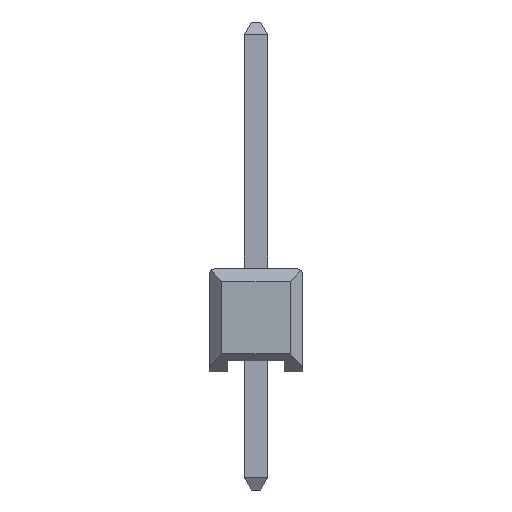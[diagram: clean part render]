
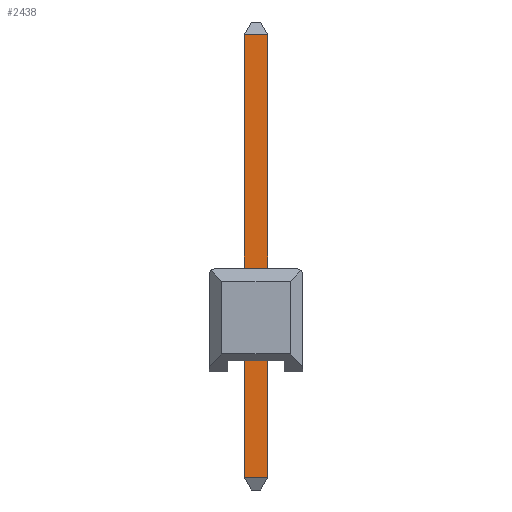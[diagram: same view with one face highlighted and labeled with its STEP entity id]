
A CAD part, front view. The second image highlights one B-rep face of the part: STEP entity #2438.
In plain terms, the highlighted free-form (B-spline) face has degree [1, 1] with [2, 2] control points.
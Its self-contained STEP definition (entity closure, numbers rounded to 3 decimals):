
#2317 = B_SPLINE_SURFACE_WITH_KNOTS('',1,1,(
    (#2318,#2319)
    ,(#2320,#2321
    )),.UNSPECIFIED.,.F.,.F.,.F.,(2,2),(2,2),(-9.358,
    0.093),(-0.64,0.01),
  .PIECEWISE_BEZIER_KNOTS.);
#2318 = CARTESIAN_POINT('',(-0.315,0.325,9.326));
#2319 = CARTESIAN_POINT('',(-0.315,-0.325,9.326)
  );
#2320 = CARTESIAN_POINT('',(-0.315,0.325,-2.981)
  );
#2321 = CARTESIAN_POINT('',(-0.315,-0.325,-2.981)
  );
#2341 = VERTEX_POINT('',#2342);
#2342 = CARTESIAN_POINT('',(-0.315,-0.315,-2.86)
  );
#2389 = EDGE_CURVE('',#2341,#2390,#2392,.T.);
#2390 = VERTEX_POINT('',#2391);
#2391 = CARTESIAN_POINT('',(-0.315,-0.315,9.156)
  );
#2392 = SURFACE_CURVE('',#2393,(#2396,#2403),.PCURVE_S1.);
#2393 = B_SPLINE_CURVE_WITH_KNOTS('',1,(#2394,#2395),.UNSPECIFIED.,.F.,
  .F.,(2,2),(-9.266,-0.038),
  .PIECEWISE_BEZIER_KNOTS.);
#2394 = CARTESIAN_POINT('',(-0.315,-0.315,-2.86)
  );
#2395 = CARTESIAN_POINT('',(-0.315,-0.315,9.156)
  );
#2396 = PCURVE('',#2317,#2397);
#2397 = DEFINITIONAL_REPRESENTATION('',(#2398),#2402);
#2398 = B_SPLINE_CURVE_WITH_KNOTS('',2,(#2399,#2400,#2401),
  .UNSPECIFIED.,.F.,.F.,(3,3),(-9.266,-0.038),
  .PIECEWISE_BEZIER_KNOTS.);
#2399 = CARTESIAN_POINT('',(0.,0.));
#2400 = CARTESIAN_POINT('',(-4.614,0.));
#2401 = CARTESIAN_POINT('',(-9.227,0.));
#2402 = ( GEOMETRIC_REPRESENTATION_CONTEXT(2) 
PARAMETRIC_REPRESENTATION_CONTEXT() REPRESENTATION_CONTEXT('2D SPACE',''
  ) );
#2403 = PCURVE('',#2404,#2409);
#2404 = B_SPLINE_SURFACE_WITH_KNOTS('',1,1,(
    (#2405,#2406)
    ,(#2407,#2408
    )),.UNSPECIFIED.,.F.,.F.,.F.,(2,2),(2,2),(0.121,
    12.136),(-0.64,-0.01),.PIECEWISE_BEZIER_KNOTS.);
#2405 = CARTESIAN_POINT('',(0.315,-0.315,-2.86)
  );
#2406 = CARTESIAN_POINT('',(-0.315,-0.315,-2.86)
  );
#2407 = CARTESIAN_POINT('',(0.315,-0.315,9.156));
#2408 = CARTESIAN_POINT('',(-0.315,-0.315,9.156)
  );
#2409 = DEFINITIONAL_REPRESENTATION('',(#2410),#2413);
#2410 = B_SPLINE_CURVE_WITH_KNOTS('',1,(#2411,#2412),.UNSPECIFIED.,.F.,
  .F.,(2,2),(-9.266,-0.038),
  .PIECEWISE_BEZIER_KNOTS.);
#2411 = CARTESIAN_POINT('',(0.121,-0.01));
#2412 = CARTESIAN_POINT('',(12.136,-0.01));
#2413 = ( GEOMETRIC_REPRESENTATION_CONTEXT(2) 
PARAMETRIC_REPRESENTATION_CONTEXT() REPRESENTATION_CONTEXT('2D SPACE',''
  ) );
#2438 = ADVANCED_FACE('',(#2439),#2404,.T.);
#2439 = FACE_BOUND('',#2440,.T.);
#2440 = EDGE_LOOP('',(#2441,#2442,#2467,#2493));
#2441 = ORIENTED_EDGE('',*,*,#2389,.F.);
#2442 = ORIENTED_EDGE('',*,*,#2443,.T.);
#2443 = EDGE_CURVE('',#2341,#2444,#2446,.T.);
#2444 = VERTEX_POINT('',#2445);
#2445 = CARTESIAN_POINT('',(0.315,-0.315,-2.86)
  );
#2446 = SURFACE_CURVE('',#2447,(#2450,#2456),.PCURVE_S1.);
#2447 = B_SPLINE_CURVE_WITH_KNOTS('',1,(#2448,#2449),.UNSPECIFIED.,.F.,
  .F.,(2,2),(9.266,9.896),.PIECEWISE_BEZIER_KNOTS.);
#2448 = CARTESIAN_POINT('',(-0.315,-0.315,-2.86)
  );
#2449 = CARTESIAN_POINT('',(0.315,-0.315,-2.86)
  );
#2450 = PCURVE('',#2404,#2451);
#2451 = DEFINITIONAL_REPRESENTATION('',(#2452),#2455);
#2452 = B_SPLINE_CURVE_WITH_KNOTS('',1,(#2453,#2454),.UNSPECIFIED.,.F.,
  .F.,(2,2),(9.266,9.896),.PIECEWISE_BEZIER_KNOTS.);
#2453 = CARTESIAN_POINT('',(0.121,-0.01));
#2454 = CARTESIAN_POINT('',(0.121,-0.64));
#2455 = ( GEOMETRIC_REPRESENTATION_CONTEXT(2) 
PARAMETRIC_REPRESENTATION_CONTEXT() REPRESENTATION_CONTEXT('2D SPACE',''
  ) );
#2456 = PCURVE('',#2457,#2462);
#2457 = B_SPLINE_SURFACE_WITH_KNOTS('',1,1,(
    (#2458,#2459)
    ,(#2460,#2461
    )),.UNSPECIFIED.,.F.,.F.,.F.,(2,2),(2,2),(0.01,
    0.4),(-0.64,-0.01),.PIECEWISE_BEZIER_KNOTS.);
#2458 = CARTESIAN_POINT('',(0.315,-0.125,-3.2));
#2459 = CARTESIAN_POINT('',(-0.315,-0.125,-3.2));
#2460 = CARTESIAN_POINT('',(0.315,-0.315,-2.86)
  );
#2461 = CARTESIAN_POINT('',(-0.315,-0.315,-2.86)
  );
#2462 = DEFINITIONAL_REPRESENTATION('',(#2463),#2466);
#2463 = B_SPLINE_CURVE_WITH_KNOTS('',1,(#2464,#2465),.UNSPECIFIED.,.F.,
  .F.,(2,2),(9.266,9.896),.PIECEWISE_BEZIER_KNOTS.);
#2464 = CARTESIAN_POINT('',(0.4,-0.01));
#2465 = CARTESIAN_POINT('',(0.4,-0.64));
#2466 = ( GEOMETRIC_REPRESENTATION_CONTEXT(2) 
PARAMETRIC_REPRESENTATION_CONTEXT() REPRESENTATION_CONTEXT('2D SPACE',''
  ) );
#2467 = ORIENTED_EDGE('',*,*,#2468,.T.);
#2468 = EDGE_CURVE('',#2444,#2469,#2471,.T.);
#2469 = VERTEX_POINT('',#2470);
#2470 = CARTESIAN_POINT('',(0.315,-0.315,9.156));
#2471 = SURFACE_CURVE('',#2472,(#2475,#2481),.PCURVE_S1.);
#2472 = B_SPLINE_CURVE_WITH_KNOTS('',1,(#2473,#2474),.UNSPECIFIED.,.F.,
  .F.,(2,2),(9.896,19.123),.PIECEWISE_BEZIER_KNOTS.);
#2473 = CARTESIAN_POINT('',(0.315,-0.315,-2.86)
  );
#2474 = CARTESIAN_POINT('',(0.315,-0.315,9.156));
#2475 = PCURVE('',#2404,#2476);
#2476 = DEFINITIONAL_REPRESENTATION('',(#2477),#2480);
#2477 = B_SPLINE_CURVE_WITH_KNOTS('',1,(#2478,#2479),.UNSPECIFIED.,.F.,
  .F.,(2,2),(9.896,19.123),.PIECEWISE_BEZIER_KNOTS.);
#2478 = CARTESIAN_POINT('',(0.121,-0.64));
#2479 = CARTESIAN_POINT('',(12.136,-0.64));
#2480 = ( GEOMETRIC_REPRESENTATION_CONTEXT(2) 
PARAMETRIC_REPRESENTATION_CONTEXT() REPRESENTATION_CONTEXT('2D SPACE',''
  ) );
#2481 = PCURVE('',#2482,#2487);
#2482 = B_SPLINE_SURFACE_WITH_KNOTS('',1,1,(
    (#2483,#2484)
    ,(#2485,#2486
    )),.UNSPECIFIED.,.F.,.F.,.F.,(2,2),(2,2),(-0.64,0.01),(
    -9.358,0.093),.PIECEWISE_BEZIER_KNOTS.);
#2483 = CARTESIAN_POINT('',(0.315,0.325,9.326));
#2484 = CARTESIAN_POINT('',(0.315,0.325,-2.981));
#2485 = CARTESIAN_POINT('',(0.315,-0.325,9.326));
#2486 = CARTESIAN_POINT('',(0.315,-0.325,-2.981));
#2487 = DEFINITIONAL_REPRESENTATION('',(#2488),#2492);
#2488 = B_SPLINE_CURVE_WITH_KNOTS('',2,(#2489,#2490,#2491),
  .UNSPECIFIED.,.F.,.F.,(3,3),(9.896,19.123),
  .PIECEWISE_BEZIER_KNOTS.);
#2489 = CARTESIAN_POINT('',(0.,0.));
#2490 = CARTESIAN_POINT('',(0.,-4.614));
#2491 = CARTESIAN_POINT('',(0.,-9.227));
#2492 = ( GEOMETRIC_REPRESENTATION_CONTEXT(2) 
PARAMETRIC_REPRESENTATION_CONTEXT() REPRESENTATION_CONTEXT('2D SPACE',''
  ) );
#2493 = ORIENTED_EDGE('',*,*,#2494,.T.);
#2494 = EDGE_CURVE('',#2469,#2390,#2495,.T.);
#2495 = SURFACE_CURVE('',#2496,(#2499,#2505),.PCURVE_S1.);
#2496 = B_SPLINE_CURVE_WITH_KNOTS('',1,(#2497,#2498),.UNSPECIFIED.,.F.,
  .F.,(2,2),(19.161,19.791),.PIECEWISE_BEZIER_KNOTS.);
#2497 = CARTESIAN_POINT('',(0.315,-0.315,9.156));
#2498 = CARTESIAN_POINT('',(-0.315,-0.315,9.156)
  );
#2499 = PCURVE('',#2404,#2500);
#2500 = DEFINITIONAL_REPRESENTATION('',(#2501),#2504);
#2501 = B_SPLINE_CURVE_WITH_KNOTS('',1,(#2502,#2503),.UNSPECIFIED.,.F.,
  .F.,(2,2),(19.161,19.791),.PIECEWISE_BEZIER_KNOTS.);
#2502 = CARTESIAN_POINT('',(12.136,-0.64));
#2503 = CARTESIAN_POINT('',(12.136,-0.01));
#2504 = ( GEOMETRIC_REPRESENTATION_CONTEXT(2) 
PARAMETRIC_REPRESENTATION_CONTEXT() REPRESENTATION_CONTEXT('2D SPACE',''
  ) );
#2505 = PCURVE('',#2506,#2511);
#2506 = B_SPLINE_SURFACE_WITH_KNOTS('',1,1,(
    (#2507,#2508)
    ,(#2509,#2510
    )),.UNSPECIFIED.,.F.,.F.,.F.,(2,2),(2,2),(-0.399,
    -0.01),(-0.64,-0.01),.PIECEWISE_BEZIER_KNOTS.);
#2507 = CARTESIAN_POINT('',(0.315,-0.315,9.156));
#2508 = CARTESIAN_POINT('',(-0.315,-0.315,9.156)
  );
#2509 = CARTESIAN_POINT('',(0.315,-0.125,9.496));
#2510 = CARTESIAN_POINT('',(-0.315,-0.125,9.496)
  );
#2511 = DEFINITIONAL_REPRESENTATION('',(#2512),#2515);
#2512 = B_SPLINE_CURVE_WITH_KNOTS('',1,(#2513,#2514),.UNSPECIFIED.,.F.,
  .F.,(2,2),(19.161,19.791),.PIECEWISE_BEZIER_KNOTS.);
#2513 = CARTESIAN_POINT('',(-0.399,-0.64));
#2514 = CARTESIAN_POINT('',(-0.399,-0.01));
#2515 = ( GEOMETRIC_REPRESENTATION_CONTEXT(2) 
PARAMETRIC_REPRESENTATION_CONTEXT() REPRESENTATION_CONTEXT('2D SPACE',''
  ) );
